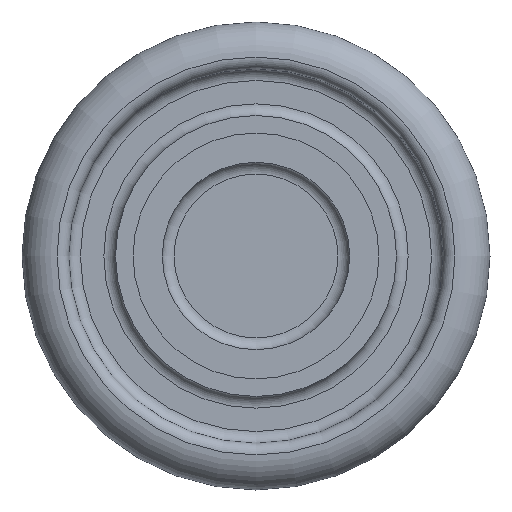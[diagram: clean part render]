
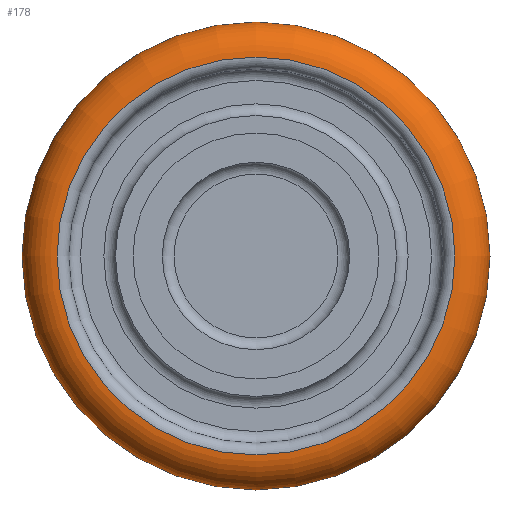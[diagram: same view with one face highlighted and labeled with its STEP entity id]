
A CAD part, front view. The second image highlights one B-rep face of the part: STEP entity #178.
In plain terms, the highlighted toroidal (fillet/blend) face has major radius 17 mm and minor radius 3 mm.
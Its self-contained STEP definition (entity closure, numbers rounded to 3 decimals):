
#17=TOROIDAL_SURFACE('',#202,17.,3.);
#30=FACE_BOUND('',#66,.T.);
#45=FACE_OUTER_BOUND('',#65,.T.);
#65=EDGE_LOOP('',(#135));
#66=EDGE_LOOP('',(#136));
#87=CIRCLE('',#201,19.992);
#88=CIRCLE('',#203,17.);
#101=VERTEX_POINT('',#297);
#102=VERTEX_POINT('',#300);
#115=EDGE_CURVE('',#101,#101,#87,.T.);
#116=EDGE_CURVE('',#102,#102,#88,.T.);
#135=ORIENTED_EDGE('',*,*,#115,.T.);
#136=ORIENTED_EDGE('',*,*,#116,.F.);
#178=ADVANCED_FACE('',(#45,#30),#17,.T.);
#201=AXIS2_PLACEMENT_3D('',#298,#245,#246);
#202=AXIS2_PLACEMENT_3D('',#299,#247,#248);
#203=AXIS2_PLACEMENT_3D('',#301,#249,#250);
#245=DIRECTION('center_axis',(0.,-1.,0.));
#246=DIRECTION('ref_axis',(1.,0.,0.));
#247=DIRECTION('center_axis',(0.,-1.,0.));
#248=DIRECTION('ref_axis',(0.,0.,-1.));
#249=DIRECTION('center_axis',(0.,-1.,0.));
#250=DIRECTION('ref_axis',(1.,0.,0.));
#297=CARTESIAN_POINT('',(19.992,11.787,0.));
#298=CARTESIAN_POINT('Origin',(0.,11.787,0.));
#299=CARTESIAN_POINT('Origin',(0.,12.,0.));
#300=CARTESIAN_POINT('',(17.,9.,0.));
#301=CARTESIAN_POINT('Origin',(0.,9.,0.));
